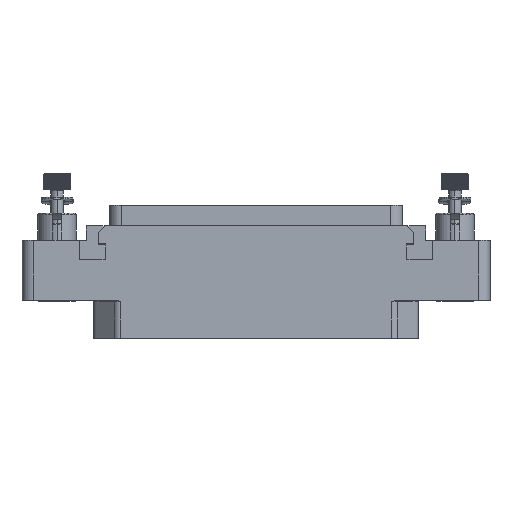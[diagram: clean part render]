
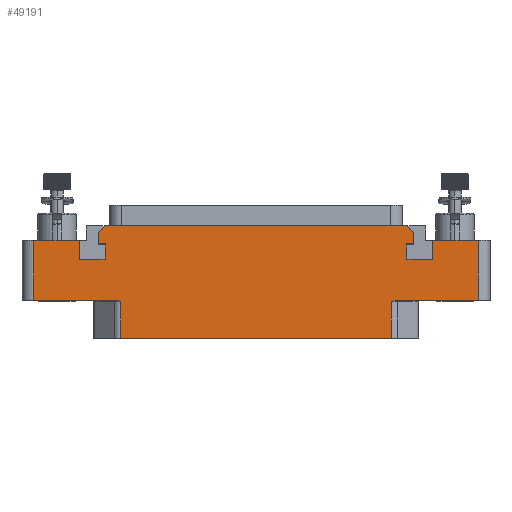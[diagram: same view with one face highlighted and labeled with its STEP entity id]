
A CAD part, top view. The second image highlights one B-rep face of the part: STEP entity #49191.
In plain terms, the highlighted planar face has unit normal (0, 0, 1).
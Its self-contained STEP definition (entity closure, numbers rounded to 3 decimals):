
#2683=DIRECTION('',(-1.,0.,0.));
#2684=VECTOR('',#2683,46.236);
#2685=CARTESIAN_POINT('',(23.118,-6.5,7.));
#2686=LINE('',#2685,#2684);
#2829=DIRECTION('',(0.,1.,0.));
#2830=VECTOR('',#2829,6.3);
#2831=CARTESIAN_POINT('',(23.118,-6.5,7.));
#2832=LINE('',#2831,#2830);
#2838=CARTESIAN_POINT('',(23.118,-0.2,7.));
#2839=CARTESIAN_POINT('',(23.14,-0.192,7.));
#2840=CARTESIAN_POINT('',(23.184,-0.176,7.));
#2841=CARTESIAN_POINT('',(23.251,-0.152,7.));
#2842=CARTESIAN_POINT('',(23.318,-0.128,7.));
#2843=CARTESIAN_POINT('',(23.385,-0.106,7.));
#2844=CARTESIAN_POINT('',(23.451,-0.085,7.));
#2845=CARTESIAN_POINT('',(23.515,-0.066,7.));
#2846=CARTESIAN_POINT('',(23.577,-0.049,7.));
#2847=CARTESIAN_POINT('',(23.636,-0.035,7.));
#2848=CARTESIAN_POINT('',(23.688,-0.024,7.));
#2849=CARTESIAN_POINT('',(23.734,-0.016,7.));
#2850=CARTESIAN_POINT('',(23.776,-0.01,7.));
#2851=CARTESIAN_POINT('',(23.814,-0.005,7.));
#2852=CARTESIAN_POINT('',(23.85,-0.002,7.));
#2853=CARTESIAN_POINT('',(23.884,0.,7.));
#2854=CARTESIAN_POINT('',(23.907,0.,7.));
#2855=CARTESIAN_POINT('',(23.918,0.,7.));
#2862=DIRECTION('',(1.,0.,0.));
#2863=VECTOR('',#2862,7.8);
#2864=CARTESIAN_POINT('',(-38.,10.25,7.));
#2865=LINE('',#2864,#2863);
#2866=DIRECTION('',(0.,-1.,0.));
#2867=VECTOR('',#2866,3.2);
#2868=CARTESIAN_POINT('',(-30.2,10.25,7.));
#2869=LINE('',#2868,#2867);
#2870=DIRECTION('',(1.,0.,0.));
#2871=VECTOR('',#2870,4.4);
#2872=CARTESIAN_POINT('',(-30.2,7.05,7.));
#2873=LINE('',#2872,#2871);
#2874=DIRECTION('',(0.,1.,0.));
#2875=VECTOR('',#2874,2.6);
#2876=CARTESIAN_POINT('',(-25.8,7.05,7.));
#2877=LINE('',#2876,#2875);
#2878=DIRECTION('',(-1.,0.,0.));
#2879=VECTOR('',#2878,1.2);
#2880=CARTESIAN_POINT('',(-25.8,9.65,7.));
#2881=LINE('',#2880,#2879);
#2882=DIRECTION('',(0.,-1.,0.));
#2883=VECTOR('',#2882,1.9);
#2884=CARTESIAN_POINT('',(-27.,11.55,7.));
#2885=LINE('',#2884,#2883);
#2886=DIRECTION('',(1.,0.,0.));
#2887=VECTOR('',#2886,51.6);
#2888=CARTESIAN_POINT('',(-25.8,12.75,7.));
#2889=LINE('',#2888,#2887);
#2890=DIRECTION('',(0.,-1.,0.));
#2891=VECTOR('',#2890,1.9);
#2892=CARTESIAN_POINT('',(27.,11.55,7.));
#2893=LINE('',#2892,#2891);
#2894=DIRECTION('',(-1.,0.,0.));
#2895=VECTOR('',#2894,1.2);
#2896=CARTESIAN_POINT('',(27.,9.65,7.));
#2897=LINE('',#2896,#2895);
#2898=DIRECTION('',(0.,-1.,0.));
#2899=VECTOR('',#2898,2.6);
#2900=CARTESIAN_POINT('',(25.8,9.65,7.));
#2901=LINE('',#2900,#2899);
#2902=DIRECTION('',(1.,0.,0.));
#2903=VECTOR('',#2902,4.4);
#2904=CARTESIAN_POINT('',(25.8,7.05,7.));
#2905=LINE('',#2904,#2903);
#2906=DIRECTION('',(0.,1.,0.));
#2907=VECTOR('',#2906,3.2);
#2908=CARTESIAN_POINT('',(30.2,7.05,7.));
#2909=LINE('',#2908,#2907);
#2910=DIRECTION('',(1.,0.,0.));
#2911=VECTOR('',#2910,7.8);
#2912=CARTESIAN_POINT('',(30.2,10.25,7.));
#2913=LINE('',#2912,#2911);
#2914=DIRECTION('',(1.,0.,0.));
#2915=VECTOR('',#2914,14.082);
#2916=CARTESIAN_POINT('',(23.918,0.,7.));
#2917=LINE('',#2916,#2915);
#2943=DIRECTION('',(0.,1.,0.));
#2944=VECTOR('',#2943,10.25);
#2945=CARTESIAN_POINT('',(38.,0.,7.));
#2946=LINE('',#2945,#2944);
#3219=DIRECTION('',(0.707,-0.707,0.));
#3220=VECTOR('',#3219,1.697);
#3221=CARTESIAN_POINT('',(25.8,12.75,7.));
#3222=LINE('',#3221,#3220);
#3243=DIRECTION('',(-0.707,-0.707,0.));
#3244=VECTOR('',#3243,1.697);
#3245=CARTESIAN_POINT('',(-25.8,12.75,7.));
#3246=LINE('',#3245,#3244);
#3315=DIRECTION('',(0.,-1.,0.));
#3316=VECTOR('',#3315,10.25);
#3317=CARTESIAN_POINT('',(-38.,10.25,7.));
#3318=LINE('',#3317,#3316);
#3350=DIRECTION('',(1.,0.,0.));
#3351=VECTOR('',#3350,14.082);
#3352=CARTESIAN_POINT('',(-38.,0.,7.));
#3353=LINE('',#3352,#3351);
#3465=CARTESIAN_POINT('',(-23.918,0.,7.));
#3466=CARTESIAN_POINT('',(-23.907,0.,7.));
#3467=CARTESIAN_POINT('',(-23.884,0.,7.));
#3468=CARTESIAN_POINT('',(-23.85,-0.002,7.));
#3469=CARTESIAN_POINT('',(-23.814,-0.005,7.));
#3470=CARTESIAN_POINT('',(-23.776,-0.01,7.));
#3471=CARTESIAN_POINT('',(-23.734,-0.016,7.));
#3472=CARTESIAN_POINT('',(-23.688,-0.024,7.));
#3473=CARTESIAN_POINT('',(-23.636,-0.035,7.));
#3474=CARTESIAN_POINT('',(-23.577,-0.049,7.));
#3475=CARTESIAN_POINT('',(-23.515,-0.066,7.));
#3476=CARTESIAN_POINT('',(-23.451,-0.085,7.));
#3477=CARTESIAN_POINT('',(-23.385,-0.106,7.));
#3478=CARTESIAN_POINT('',(-23.318,-0.128,7.));
#3479=CARTESIAN_POINT('',(-23.251,-0.152,7.));
#3480=CARTESIAN_POINT('',(-23.184,-0.176,7.));
#3481=CARTESIAN_POINT('',(-23.14,-0.192,7.));
#3482=CARTESIAN_POINT('',(-23.118,-0.2,7.));
#3484=DIRECTION('',(0.,1.,0.));
#3485=VECTOR('',#3484,6.3);
#3486=CARTESIAN_POINT('',(-23.118,-6.5,7.));
#3487=LINE('',#3486,#3485);
#39844=CARTESIAN_POINT('',(-30.2,10.25,7.));
#39845=CARTESIAN_POINT('',(-30.2,7.05,7.));
#39846=VERTEX_POINT('',#39844);
#39847=VERTEX_POINT('',#39845);
#39848=CARTESIAN_POINT('',(-25.8,7.05,7.));
#39849=VERTEX_POINT('',#39848);
#39850=CARTESIAN_POINT('',(-25.8,9.65,7.));
#39851=VERTEX_POINT('',#39850);
#39852=CARTESIAN_POINT('',(-27.,9.65,7.));
#39853=VERTEX_POINT('',#39852);
#39854=CARTESIAN_POINT('',(27.,9.65,7.));
#39855=CARTESIAN_POINT('',(25.8,9.65,7.));
#39856=VERTEX_POINT('',#39854);
#39857=VERTEX_POINT('',#39855);
#39858=CARTESIAN_POINT('',(25.8,7.05,7.));
#39859=VERTEX_POINT('',#39858);
#39860=CARTESIAN_POINT('',(30.2,7.05,7.));
#39861=VERTEX_POINT('',#39860);
#39862=CARTESIAN_POINT('',(30.2,10.25,7.));
#39863=VERTEX_POINT('',#39862);
#39868=CARTESIAN_POINT('',(-25.8,12.75,7.));
#39870=VERTEX_POINT('',#39868);
#39872=CARTESIAN_POINT('',(-27.,11.55,7.));
#39874=VERTEX_POINT('',#39872);
#39876=CARTESIAN_POINT('',(25.8,12.75,7.));
#39878=VERTEX_POINT('',#39876);
#39880=CARTESIAN_POINT('',(27.,11.55,7.));
#39882=VERTEX_POINT('',#39880);
#39972=CARTESIAN_POINT('',(38.,0.,7.));
#39973=CARTESIAN_POINT('',(38.,10.25,7.));
#39974=VERTEX_POINT('',#39972);
#39975=VERTEX_POINT('',#39973);
#39980=CARTESIAN_POINT('',(-38.,10.25,7.));
#39981=CARTESIAN_POINT('',(-38.,0.,7.));
#39982=VERTEX_POINT('',#39980);
#39983=VERTEX_POINT('',#39981);
#40221=CARTESIAN_POINT('',(23.118,-6.5,7.));
#40223=VERTEX_POINT('',#40221);
#40224=CARTESIAN_POINT('',(-23.118,-6.5,7.));
#40226=VERTEX_POINT('',#40224);
#40288=CARTESIAN_POINT('',(-23.118,-0.2,7.));
#40289=VERTEX_POINT('',#40288);
#40290=CARTESIAN_POINT('',(-23.918,0.,7.));
#40291=VERTEX_POINT('',#40290);
#40292=CARTESIAN_POINT('',(23.118,-0.2,7.));
#40294=VERTEX_POINT('',#40292);
#40296=CARTESIAN_POINT('',(23.918,0.,7.));
#40298=VERTEX_POINT('',#40296);
#49139=CARTESIAN_POINT('',(0.,0.,7.));
#49140=DIRECTION('',(0.,0.,-1.));
#49141=DIRECTION('',(-1.,0.,0.));
#49142=AXIS2_PLACEMENT_3D('',#49139,#49140,#49141);
#49143=PLANE('',#49142);
#49145=ORIENTED_EDGE('',*,*,#49144,.F.);
#49146=ORIENTED_EDGE('',*,*,#49131,.F.);
#49147=ORIENTED_EDGE('',*,*,#49120,.F.);
#49148=ORIENTED_EDGE('',*,*,#48970,.T.);
#49150=ORIENTED_EDGE('',*,*,#49149,.T.);
#49152=ORIENTED_EDGE('',*,*,#49151,.F.);
#49154=ORIENTED_EDGE('',*,*,#49153,.F.);
#49156=ORIENTED_EDGE('',*,*,#49155,.F.);
#49158=ORIENTED_EDGE('',*,*,#49157,.T.);
#49160=ORIENTED_EDGE('',*,*,#49159,.T.);
#49162=ORIENTED_EDGE('',*,*,#49161,.T.);
#49164=ORIENTED_EDGE('',*,*,#49163,.T.);
#49166=ORIENTED_EDGE('',*,*,#49165,.T.);
#49168=ORIENTED_EDGE('',*,*,#49167,.F.);
#49170=ORIENTED_EDGE('',*,*,#49169,.F.);
#49172=ORIENTED_EDGE('',*,*,#49171,.T.);
#49174=ORIENTED_EDGE('',*,*,#49173,.T.);
#49176=ORIENTED_EDGE('',*,*,#49175,.T.);
#49178=ORIENTED_EDGE('',*,*,#49177,.T.);
#49180=ORIENTED_EDGE('',*,*,#49179,.T.);
#49182=ORIENTED_EDGE('',*,*,#49181,.T.);
#49184=ORIENTED_EDGE('',*,*,#49183,.T.);
#49186=ORIENTED_EDGE('',*,*,#49185,.T.);
#49188=ORIENTED_EDGE('',*,*,#49187,.F.);
#49189=EDGE_LOOP('',(#49145,#49146,#49147,#49148,#49150,#49152,#49154,#49156,
#49158,#49160,#49162,#49164,#49166,#49168,#49170,#49172,#49174,#49176,#49178,
#49180,#49182,#49184,#49186,#49188));
#49190=FACE_OUTER_BOUND('',#49189,.F.);
#49191=ADVANCED_FACE('',(#49190),#49143,.F.);
#2856=B_SPLINE_CURVE_WITH_KNOTS('',3,(#2838,#2839,#2840,#2841,#2842,#2843,#2844,
#2845,#2846,#2847,#2848,#2849,#2850,#2851,#2852,#2853,#2854,#2855),
.UNSPECIFIED.,.F.,.F.,(4,1,1,1,1,1,1,1,1,1,1,1,1,1,1,4),(0.,0.067,
0.133,0.2,0.267,0.333,0.4,
0.467,0.533,0.6,0.667,0.733,
0.8,0.867,0.933,1.),.UNSPECIFIED.);
#3483=B_SPLINE_CURVE_WITH_KNOTS('',3,(#3465,#3466,#3467,#3468,#3469,#3470,#3471,
#3472,#3473,#3474,#3475,#3476,#3477,#3478,#3479,#3480,#3481,#3482),
.UNSPECIFIED.,.F.,.F.,(4,1,1,1,1,1,1,1,1,1,1,1,1,1,1,4),(0.,0.067,
0.133,0.2,0.267,0.333,0.4,
0.467,0.533,0.6,0.667,0.733,
0.8,0.867,0.933,1.),.UNSPECIFIED.);
#48970=EDGE_CURVE('',#40223,#40226,#2686,.T.);
#49120=EDGE_CURVE('',#40223,#40294,#2832,.T.);
#49131=EDGE_CURVE('',#40294,#40298,#2856,.T.);
#49144=EDGE_CURVE('',#40298,#39974,#2917,.T.);
#49149=EDGE_CURVE('',#40226,#40289,#3487,.T.);
#49151=EDGE_CURVE('',#40291,#40289,#3483,.T.);
#49153=EDGE_CURVE('',#39983,#40291,#3353,.T.);
#49155=EDGE_CURVE('',#39982,#39983,#3318,.T.);
#49157=EDGE_CURVE('',#39982,#39846,#2865,.T.);
#49159=EDGE_CURVE('',#39846,#39847,#2869,.T.);
#49161=EDGE_CURVE('',#39847,#39849,#2873,.T.);
#49163=EDGE_CURVE('',#39849,#39851,#2877,.T.);
#49165=EDGE_CURVE('',#39851,#39853,#2881,.T.);
#49167=EDGE_CURVE('',#39874,#39853,#2885,.T.);
#49169=EDGE_CURVE('',#39870,#39874,#3246,.T.);
#49171=EDGE_CURVE('',#39870,#39878,#2889,.T.);
#49173=EDGE_CURVE('',#39878,#39882,#3222,.T.);
#49175=EDGE_CURVE('',#39882,#39856,#2893,.T.);
#49177=EDGE_CURVE('',#39856,#39857,#2897,.T.);
#49179=EDGE_CURVE('',#39857,#39859,#2901,.T.);
#49181=EDGE_CURVE('',#39859,#39861,#2905,.T.);
#49183=EDGE_CURVE('',#39861,#39863,#2909,.T.);
#49185=EDGE_CURVE('',#39863,#39975,#2913,.T.);
#49187=EDGE_CURVE('',#39974,#39975,#2946,.T.);
